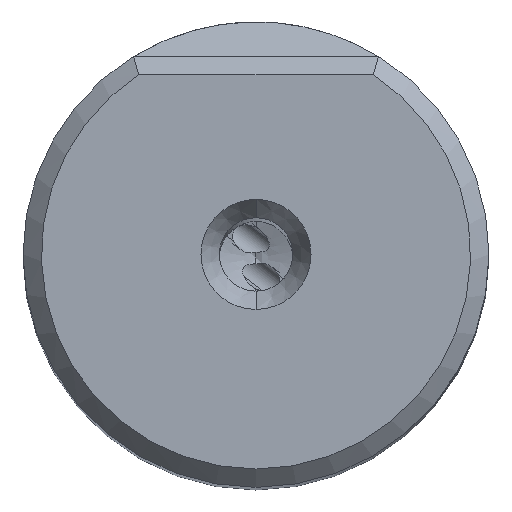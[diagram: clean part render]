
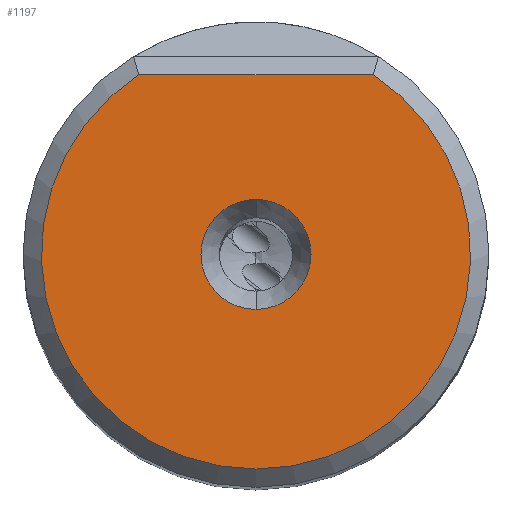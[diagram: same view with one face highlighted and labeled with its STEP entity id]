
A CAD part, top view. The second image highlights one B-rep face of the part: STEP entity #1197.
In plain terms, the highlighted planar face has unit normal (0, 0, 1).
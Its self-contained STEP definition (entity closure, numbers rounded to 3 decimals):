
#336=FACE_BOUND('',#3261,.T.);
#337=FACE_BOUND('',#3262,.T.);
#604=PLANE('',#16370);
#1197=ADVANCED_FACE('',(#336,#337),#604,.T.);
#3261=EDGE_LOOP('',(#9194,#9195,#9196));
#3262=EDGE_LOOP('',(#9197,#9198));
#3877=CIRCLE('',#16365,3.);
#3878=CIRCLE('',#16367,11.7);
#3879=CIRCLE('',#16368,11.7);
#3880=CIRCLE('',#16369,3.);
#4787=LINE('',#32130,#5572);
#5572=VECTOR('',#19829,1.);
#9194=ORIENTED_EDGE('',*,*,#13681,.F.);
#9195=ORIENTED_EDGE('',*,*,#13682,.F.);
#9196=ORIENTED_EDGE('',*,*,#13683,.T.);
#9197=ORIENTED_EDGE('',*,*,#13680,.F.);
#9198=ORIENTED_EDGE('',*,*,#13684,.F.);
#11630=VERTEX_POINT('',#32120);
#11631=VERTEX_POINT('',#32122);
#11632=VERTEX_POINT('',#32126);
#11633=VERTEX_POINT('',#32127);
#11634=VERTEX_POINT('',#32129);
#13680=EDGE_CURVE('',#11631,#11630,#3877,.T.);
#13681=EDGE_CURVE('',#11632,#11633,#3878,.T.);
#13682=EDGE_CURVE('',#11634,#11632,#3879,.T.);
#13683=EDGE_CURVE('',#11634,#11633,#4787,.T.);
#13684=EDGE_CURVE('',#11630,#11631,#3880,.T.);
#16365=AXIS2_PLACEMENT_3D('',#32123,#19821,#19822);
#16367=AXIS2_PLACEMENT_3D('',#32125,#19825,#19826);
#16368=AXIS2_PLACEMENT_3D('',#32128,#19827,#19828);
#16369=AXIS2_PLACEMENT_3D('',#32131,#19830,#19831);
#16370=AXIS2_PLACEMENT_3D('',#32132,#19832,#19833);
#19821=DIRECTION('',(0.,0.,1.));
#19822=DIRECTION('',(0.,1.,0.));
#19825=DIRECTION('',(0.,0.,-1.));
#19826=DIRECTION('',(0.,-1.,0.));
#19827=DIRECTION('',(0.,0.,-1.));
#19828=DIRECTION('',(0.546,0.838,0.));
#19829=DIRECTION('',(-1.,0.,0.));
#19830=DIRECTION('',(0.,0.,1.));
#19831=DIRECTION('',(0.,-1.,0.));
#19832=DIRECTION('',(0.,0.,1.));
#19833=DIRECTION('',(-1.,0.,0.));
#32120=CARTESIAN_POINT('',(0.,-3.,0.));
#32122=CARTESIAN_POINT('',(0.,3.,0.));
#32123=CARTESIAN_POINT('',(0.,0.,0.));
#32125=CARTESIAN_POINT('',(0.,0.,0.));
#32126=CARTESIAN_POINT('',(0.,-11.7,0.));
#32127=CARTESIAN_POINT('',(-6.391,9.8,0.));
#32128=CARTESIAN_POINT('',(0.,0.,0.));
#32129=CARTESIAN_POINT('',(6.391,9.8,0.));
#32130=CARTESIAN_POINT('',(6.391,9.8,0.));
#32131=CARTESIAN_POINT('',(0.,0.,0.));
#32132=CARTESIAN_POINT('',(0.,-0.95,0.));
